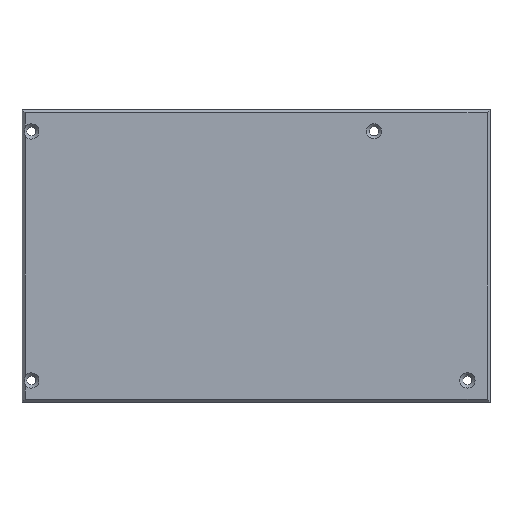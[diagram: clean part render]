
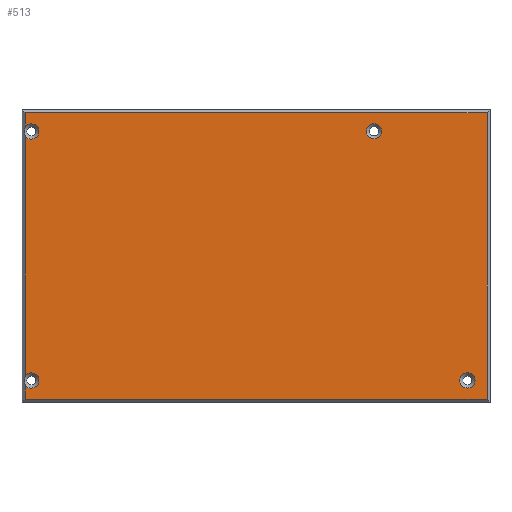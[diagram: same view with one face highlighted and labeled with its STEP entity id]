
A CAD part, top view. The second image highlights one B-rep face of the part: STEP entity #513.
In plain terms, the highlighted planar face has unit normal (0, 0, 1).
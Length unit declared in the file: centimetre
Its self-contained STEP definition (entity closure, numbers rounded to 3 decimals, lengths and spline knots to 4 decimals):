
#42=CARTESIAN_POINT('',(0.795,9.605,1.52));
#43=VERTEX_POINT('',#42);
#50=CARTESIAN_POINT('',(15.63,9.605,1.52));
#51=VERTEX_POINT('',#50);
#52=CARTESIAN_POINT('',(0.4055,9.605,1.52));
#53=DIRECTION('',(1.,0.,-0.));
#54=VECTOR('',#53,15.614);
#55=LINE('',#52,#54);
#56=EDGE_CURVE('',#43,#51,#55,.T.);
#81=CARTESIAN_POINT('',(15.63,0.395,1.52));
#82=VERTEX_POINT('',#81);
#83=CARTESIAN_POINT('',(15.63,9.9945,1.52));
#84=DIRECTION('',(0.,-1.,0.));
#85=VECTOR('',#84,9.989);
#86=LINE('',#83,#85);
#87=EDGE_CURVE('',#51,#82,#86,.T.);
#112=CARTESIAN_POINT('',(0.795,0.395,1.52));
#113=VERTEX_POINT('',#112);
#114=CARTESIAN_POINT('',(16.0195,0.395,1.52));
#115=DIRECTION('',(-1.,0.,0.));
#116=VECTOR('',#115,15.614);
#117=LINE('',#114,#116);
#118=EDGE_CURVE('',#82,#113,#117,.T.);
#134=CARTESIAN_POINT('',(0.795,8.8573,1.52));
#135=VERTEX_POINT('',#134);
#136=CARTESIAN_POINT('',(0.795,9.1356,1.52));
#137=VERTEX_POINT('',#136);
#144=CARTESIAN_POINT('',(0.795,0.0055,1.52));
#145=DIRECTION('',(0.,1.,-0.));
#146=VECTOR('',#145,9.989);
#147=LINE('',#144,#146);
#148=EDGE_CURVE('',#137,#43,#147,.T.);
#158=CARTESIAN_POINT('',(0.795,0.8609,1.52));
#159=VERTEX_POINT('',#158);
#160=CARTESIAN_POINT('',(0.795,0.0055,1.52));
#161=DIRECTION('',(0.,1.,-0.));
#162=VECTOR('',#161,9.989);
#163=LINE('',#160,#162);
#164=EDGE_CURVE('',#113,#159,#163,.T.);
#166=CARTESIAN_POINT('',(0.795,1.1391,1.52));
#167=VERTEX_POINT('',#166);
#174=CARTESIAN_POINT('',(0.795,0.0055,1.52));
#175=DIRECTION('',(0.,1.,-0.));
#176=VECTOR('',#175,9.989);
#177=LINE('',#174,#176);
#178=EDGE_CURVE('',#167,#135,#177,.T.);
#379=CARTESIAN_POINT('',(1.2417,8.9964,1.52));
#380=VERTEX_POINT('',#379);
#389=CARTESIAN_POINT('',(0.9967,8.9964,1.52));
#390=DIRECTION('',(0.,0.,1.));
#391=DIRECTION('',(-1.,0.,0.));
#392=AXIS2_PLACEMENT_3D('',#389,#390,#391);
#393=CIRCLE('',#392,0.245);
#394=EDGE_CURVE('',#380,#137,#393,.T.);
#397=CARTESIAN_POINT('',(0.9967,8.9964,1.52));
#398=DIRECTION('',(0.,0.,1.));
#399=DIRECTION('',(-1.,0.,0.));
#400=AXIS2_PLACEMENT_3D('',#397,#398,#399);
#401=CIRCLE('',#400,0.245);
#402=EDGE_CURVE('',#135,#380,#401,.T.);
#429=CARTESIAN_POINT('',(1.2417,1.,1.52));
#430=VERTEX_POINT('',#429);
#439=CARTESIAN_POINT('',(0.9967,1.,1.52));
#440=DIRECTION('',(0.,0.,1.));
#441=DIRECTION('',(-1.,0.,0.));
#442=AXIS2_PLACEMENT_3D('',#439,#440,#441);
#443=CIRCLE('',#442,0.245);
#444=EDGE_CURVE('',#430,#167,#443,.T.);
#447=CARTESIAN_POINT('',(0.9967,1.,1.52));
#448=DIRECTION('',(0.,0.,1.));
#449=DIRECTION('',(-1.,0.,0.));
#450=AXIS2_PLACEMENT_3D('',#447,#448,#449);
#451=CIRCLE('',#450,0.245);
#452=EDGE_CURVE('',#159,#430,#451,.T.);
#474=CARTESIAN_POINT('',(8.2125,5.,1.52));
#475=DIRECTION('',(0.,0.,1.));
#476=DIRECTION('',(1.,0.,-0.));
#477=AXIS2_PLACEMENT_3D('',#474,#475,#476);
#478=PLANE('',#477);
#479=ORIENTED_EDGE('',*,*,#148,.F.);
#480=ORIENTED_EDGE('',*,*,#394,.F.);
#481=ORIENTED_EDGE('',*,*,#402,.F.);
#482=ORIENTED_EDGE('',*,*,#178,.F.);
#483=ORIENTED_EDGE('',*,*,#444,.F.);
#484=ORIENTED_EDGE('',*,*,#452,.F.);
#485=ORIENTED_EDGE('',*,*,#164,.F.);
#486=ORIENTED_EDGE('',*,*,#118,.F.);
#487=ORIENTED_EDGE('',*,*,#87,.F.);
#488=ORIENTED_EDGE('',*,*,#56,.F.);
#489=EDGE_LOOP('',(#479,#480,#481,#482,#483,#484,#485,#486,#487,#488));
#490=FACE_BOUND('',#489,.T.);
#491=CARTESIAN_POINT('',(15.245,1.,1.52));
#492=VERTEX_POINT('',#491);
#493=CARTESIAN_POINT('',(15.,1.,1.52));
#494=DIRECTION('',(0.,0.,1.));
#495=DIRECTION('',(-1.,0.,0.));
#496=AXIS2_PLACEMENT_3D('',#493,#494,#495);
#497=CIRCLE('',#496,0.245);
#498=EDGE_CURVE('',#492,#492,#497,.T.);
#499=ORIENTED_EDGE('',*,*,#498,.F.);
#500=EDGE_LOOP('',(#499));
#501=FACE_BOUND('',#500,.T.);
#502=CARTESIAN_POINT('',(12.245,9.,1.52));
#503=VERTEX_POINT('',#502);
#504=CARTESIAN_POINT('',(12.,9.,1.52));
#505=DIRECTION('',(0.,0.,1.));
#506=DIRECTION('',(-1.,0.,0.));
#507=AXIS2_PLACEMENT_3D('',#504,#505,#506);
#508=CIRCLE('',#507,0.245);
#509=EDGE_CURVE('',#503,#503,#508,.T.);
#510=ORIENTED_EDGE('',*,*,#509,.F.);
#511=EDGE_LOOP('',(#510));
#512=FACE_BOUND('',#511,.T.);
#513=ADVANCED_FACE('',(#490,#501,#512),#478,.T.);
